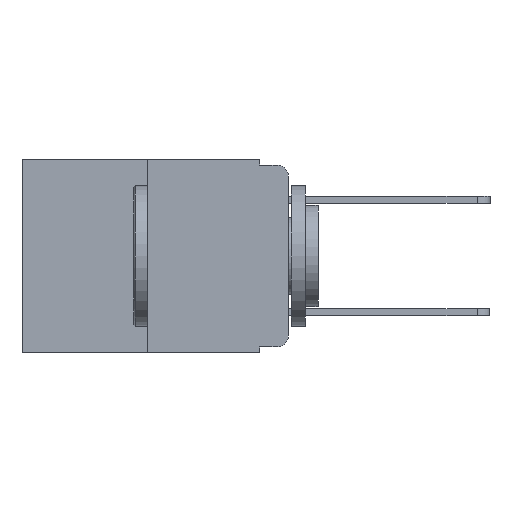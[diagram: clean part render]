
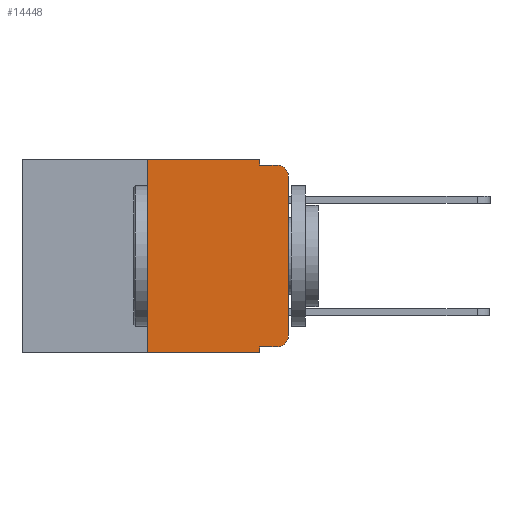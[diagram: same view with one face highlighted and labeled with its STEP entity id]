
A CAD part, left-side view. The second image highlights one B-rep face of the part: STEP entity #14448.
In plain terms, the highlighted planar face has unit normal (-1, 0, 0).
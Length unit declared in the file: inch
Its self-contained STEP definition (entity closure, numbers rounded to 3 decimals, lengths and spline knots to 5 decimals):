
#1 = VERTEX_POINT ( 'NONE', #11526 ) ;
#563 = EDGE_CURVE ( 'NONE', #9049, #13664, #10759, .T. ) ;
#702 = CIRCLE ( 'NONE', #4817, 0.02 ) ;
#748 = VERTEX_POINT ( 'NONE', #9250 ) ;
#794 = EDGE_CURVE ( 'NONE', #4763, #15439, #16927, .T. ) ;
#822 = LINE ( 'NONE', #3465, #12075 ) ;
#2018 = VERTEX_POINT ( 'NONE', #5541 ) ;
#2084 = VERTEX_POINT ( 'NONE', #14227 ) ;
#2236 = EDGE_CURVE ( 'NONE', #14407, #4763, #8163, .T. ) ;
#2280 = ORIENTED_EDGE ( 'NONE', *, *, #794, .F. ) ;
#2462 = DIRECTION ( 'NONE',  ( 0., 0., 1. ) ) ;
#2505 = EDGE_CURVE ( 'NONE', #2018, #1, #11573, .T. ) ;
#2712 = EDGE_CURVE ( 'NONE', #15439, #1, #15966, .T. ) ;
#2789 = PLANE ( 'NONE',  #14849 ) ;
#2914 = LINE ( 'NONE', #7987, #9623 ) ;
#3465 = CARTESIAN_POINT ( 'NONE',  ( 0., 0., 0. ) ) ;
#3868 = VECTOR ( 'NONE', #17078, 39.37008 ) ;
#4143 = DIRECTION ( 'NONE',  ( 1., 0., 0. ) ) ;
#4645 = VECTOR ( 'NONE', #13517, 39.37008 ) ;
#4763 = VERTEX_POINT ( 'NONE', #15797 ) ;
#4766 = FACE_OUTER_BOUND ( 'NONE', #11175, .T. ) ;
#4817 = AXIS2_PLACEMENT_3D ( 'NONE', #7682, #16833, #9033 ) ;
#5541 = CARTESIAN_POINT ( 'NONE',  ( 0., 0., -0.03 ) ) ;
#5705 = CARTESIAN_POINT ( 'NONE',  ( 0., 0.051, 0. ) ) ;
#5716 = VECTOR ( 'NONE', #2462, 39.37008 ) ;
#6140 = LINE ( 'NONE', #9122, #5716 ) ;
#6343 = CARTESIAN_POINT ( 'NONE',  ( 0., 0.473, 0. ) ) ;
#6536 = VECTOR ( 'NONE', #12092, 39.37008 ) ;
#7096 = CARTESIAN_POINT ( 'NONE',  ( 0., 0.473, -0.343 ) ) ;
#7150 = VECTOR ( 'NONE', #16168, 39.37008 ) ;
#7185 = CARTESIAN_POINT ( 'NONE',  ( 0., 0.02, -0.03 ) ) ;
#7682 = CARTESIAN_POINT ( 'NONE',  ( 0., 0.02, -0.313 ) ) ;
#7866 = CARTESIAN_POINT ( 'NONE',  ( 0., 0.051, -0.01 ) ) ;
#7954 = CARTESIAN_POINT ( 'NONE',  ( 0., 0.051, -0.333 ) ) ;
#7970 = ORIENTED_EDGE ( 'NONE', *, *, #2712, .F. ) ;
#7987 = CARTESIAN_POINT ( 'NONE',  ( 0., 0.051, 0. ) ) ;
#8163 = LINE ( 'NONE', #6343, #4645 ) ;
#8454 = ORIENTED_EDGE ( 'NONE', *, *, #12053, .T. ) ;
#8742 = ORIENTED_EDGE ( 'NONE', *, *, #2505, .T. ) ;
#9033 = DIRECTION ( 'NONE',  ( 0., 0., -1. ) ) ;
#9049 = VERTEX_POINT ( 'NONE', #10972 ) ;
#9122 = CARTESIAN_POINT ( 'NONE',  ( 0., 0.25, 0. ) ) ;
#9250 = CARTESIAN_POINT ( 'NONE',  ( 0., 0.051, -0.333 ) ) ;
#9623 = VECTOR ( 'NONE', #15871, 39.37008 ) ;
#10032 = EDGE_CURVE ( 'NONE', #10054, #2084, #702, .T. ) ;
#10054 = VERTEX_POINT ( 'NONE', #15580 ) ;
#10150 = DIRECTION ( 'NONE',  ( 0., 0., 1. ) ) ;
#10759 = LINE ( 'NONE', #7096, #7150 ) ;
#10818 = ORIENTED_EDGE ( 'NONE', *, *, #563, .T. ) ;
#10972 = CARTESIAN_POINT ( 'NONE',  ( 0., 0.25, -0.343 ) ) ;
#11175 = EDGE_LOOP ( 'NONE', ( #13484, #8742, #7970, #2280, #16983, #17087, #10818, #11640, #8454, #16238 ) ) ;
#11526 = CARTESIAN_POINT ( 'NONE',  ( 0., 0.02, -0.01 ) ) ;
#11573 = CIRCLE ( 'NONE', #13355, 0.02 ) ;
#11640 = ORIENTED_EDGE ( 'NONE', *, *, #13775, .F. ) ;
#12053 = EDGE_CURVE ( 'NONE', #748, #10054, #14061, .T. ) ;
#12070 = CARTESIAN_POINT ( 'NONE',  ( 0., 0.25, 0. ) ) ;
#12075 = VECTOR ( 'NONE', #10150, 39.37008 ) ;
#12092 = DIRECTION ( 'NONE',  ( 0., 0., -1. ) ) ;
#12190 = CARTESIAN_POINT ( 'NONE',  ( 0., 0.473, 0. ) ) ;
#12614 = VECTOR ( 'NONE', #17068, 39.37008 ) ;
#12630 = CARTESIAN_POINT ( 'NONE',  ( 0., 0.051, -0.01 ) ) ;
#12923 = EDGE_CURVE ( 'NONE', #9049, #14407, #6140, .T. ) ;
#13168 = CARTESIAN_POINT ( 'NONE',  ( 0., 0.051, -0.343 ) ) ;
#13355 = AXIS2_PLACEMENT_3D ( 'NONE', #7185, #13743, #14480 ) ;
#13483 = DIRECTION ( 'NONE',  ( 0., 0., -1. ) ) ;
#13484 = ORIENTED_EDGE ( 'NONE', *, *, #15851, .T. ) ;
#13517 = DIRECTION ( 'NONE',  ( 0., -1., 0. ) ) ;
#13664 = VERTEX_POINT ( 'NONE', #13168 ) ;
#13743 = DIRECTION ( 'NONE',  ( -1., 0., 0. ) ) ;
#13775 = EDGE_CURVE ( 'NONE', #748, #13664, #2914, .T. ) ;
#14061 = LINE ( 'NONE', #7954, #3868 ) ;
#14227 = CARTESIAN_POINT ( 'NONE',  ( 0., 0., -0.313 ) ) ;
#14407 = VERTEX_POINT ( 'NONE', #12070 ) ;
#14448 = ADVANCED_FACE ( 'NONE', ( #4766 ), #2789, .F. ) ;
#14480 = DIRECTION ( 'NONE',  ( 0., 0., -1. ) ) ;
#14849 = AXIS2_PLACEMENT_3D ( 'NONE', #12190, #4143, #13483 ) ;
#15439 = VERTEX_POINT ( 'NONE', #7866 ) ;
#15580 = CARTESIAN_POINT ( 'NONE',  ( 0., 0.02, -0.333 ) ) ;
#15797 = CARTESIAN_POINT ( 'NONE',  ( 0., 0.051, 0. ) ) ;
#15851 = EDGE_CURVE ( 'NONE', #2084, #2018, #822, .T. ) ;
#15871 = DIRECTION ( 'NONE',  ( 0., 0., -1. ) ) ;
#15966 = LINE ( 'NONE', #12630, #12614 ) ;
#16168 = DIRECTION ( 'NONE',  ( 0., -1., 0. ) ) ;
#16238 = ORIENTED_EDGE ( 'NONE', *, *, #10032, .T. ) ;
#16833 = DIRECTION ( 'NONE',  ( -1., 0., 0. ) ) ;
#16927 = LINE ( 'NONE', #5705, #6536 ) ;
#16983 = ORIENTED_EDGE ( 'NONE', *, *, #2236, .F. ) ;
#17068 = DIRECTION ( 'NONE',  ( 0., -1., 0. ) ) ;
#17078 = DIRECTION ( 'NONE',  ( 0., -1., 0. ) ) ;
#17087 = ORIENTED_EDGE ( 'NONE', *, *, #12923, .F. ) ;
